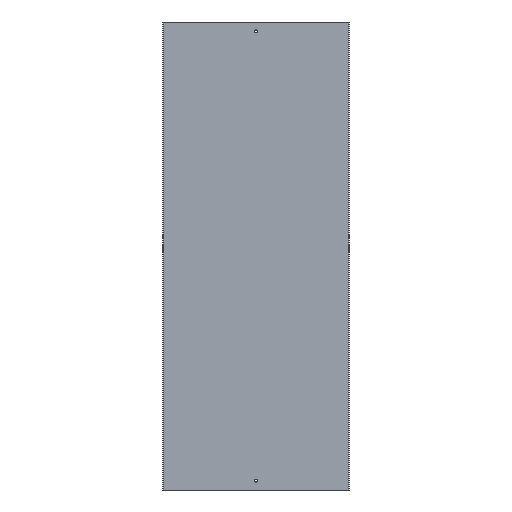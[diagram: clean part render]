
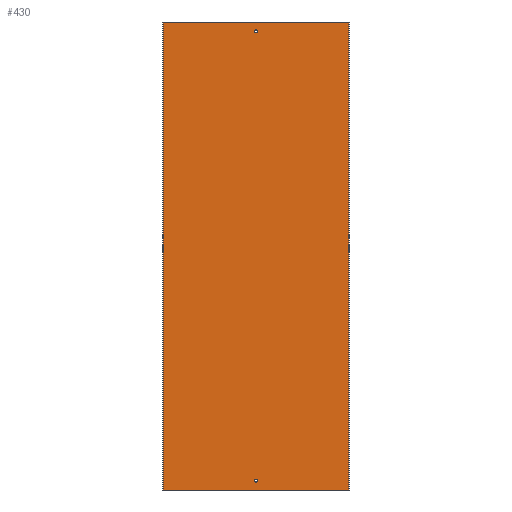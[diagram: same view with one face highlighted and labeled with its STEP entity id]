
A CAD part, front view. The second image highlights one B-rep face of the part: STEP entity #430.
In plain terms, the highlighted planar face has unit normal (0, -1, 0).
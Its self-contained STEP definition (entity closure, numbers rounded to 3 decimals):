
#25 = CARTESIAN_POINT ( 'NONE',  ( 0., 0., 747.5 ) ) ;
#31 = AXIS2_PLACEMENT_3D ( 'NONE', #386, #385, #382 ) ;
#32 = AXIS2_PLACEMENT_3D ( 'NONE', #390, #388, #387 ) ;
#52 = EDGE_CURVE ( 'NONE', #327, #328, #228, .T. ) ;
#54 = EDGE_CURVE ( 'NONE', #185, #185, #226, .T. ) ;
#55 = EDGE_CURVE ( 'NONE', #184, #184, #220, .T. ) ;
#56 = EDGE_CURVE ( 'NONE', #328, #325, #222, .T. ) ;
#57 = EDGE_CURVE ( 'NONE', #327, #323, #221, .T. ) ;
#88 = AXIS2_PLACEMENT_3D ( 'NONE', #126, #133, #122 ) ;
#89 = EDGE_CURVE ( 'NONE', #323, #325, #212, .T. ) ;
#98 = CARTESIAN_POINT ( 'NONE',  ( 0., 0., 17.5 ) ) ;
#108 = CARTESIAN_POINT ( 'NONE',  ( -151., 0., 0. ) ) ;
#122 = DIRECTION ( 'NONE',  ( 0., 0., 1. ) ) ;
#124 = PLANE ( 'NONE',  #88 ) ;
#126 = CARTESIAN_POINT ( 'NONE',  ( -151., 0., 760. ) ) ;
#133 = DIRECTION ( 'NONE',  ( 0., 1., 0. ) ) ;
#184 = VERTEX_POINT ( 'NONE', #98 ) ;
#185 = VERTEX_POINT ( 'NONE', #25 ) ;
#200 = FACE_BOUND ( 'NONE', #351, .T. ) ;
#208 = FACE_OUTER_BOUND ( 'NONE', #344, .T. ) ;
#209 = VECTOR ( 'NONE', #370, 1000. ) ;
#212 = LINE ( 'NONE', #371, #209 ) ;
#214 = FACE_BOUND ( 'NONE', #350, .T. ) ;
#218 = VECTOR ( 'NONE', #381, 1000. ) ;
#219 = VECTOR ( 'NONE', #379, 1000. ) ;
#220 = CIRCLE ( 'NONE', #31, 2.5 ) ;
#221 = LINE ( 'NONE', #393, #219 ) ;
#222 = LINE ( 'NONE', #394, #218 ) ;
#225 = VECTOR ( 'NONE', #399, 1000. ) ;
#226 = CIRCLE ( 'NONE', #32, 2.5 ) ;
#228 = LINE ( 'NONE', #403, #225 ) ;
#276 = ORIENTED_EDGE ( 'NONE', *, *, #55, .F. ) ;
#277 = ORIENTED_EDGE ( 'NONE', *, *, #54, .F. ) ;
#292 = ORIENTED_EDGE ( 'NONE', *, *, #56, .T. ) ;
#293 = ORIENTED_EDGE ( 'NONE', *, *, #57, .F. ) ;
#294 = ORIENTED_EDGE ( 'NONE', *, *, #89, .F. ) ;
#295 = ORIENTED_EDGE ( 'NONE', *, *, #52, .T. ) ;
#323 = VERTEX_POINT ( 'NONE', #368 ) ;
#325 = VERTEX_POINT ( 'NONE', #357 ) ;
#327 = VERTEX_POINT ( 'NONE', #354 ) ;
#328 = VERTEX_POINT ( 'NONE', #108 ) ;
#344 = EDGE_LOOP ( 'NONE', ( #292, #294, #293, #295 ) ) ;
#350 = EDGE_LOOP ( 'NONE', ( #277 ) ) ;
#351 = EDGE_LOOP ( 'NONE', ( #276 ) ) ;
#354 = CARTESIAN_POINT ( 'NONE',  ( -151., 0., 760. ) ) ;
#357 = CARTESIAN_POINT ( 'NONE',  ( 151., 0., 0. ) ) ;
#368 = CARTESIAN_POINT ( 'NONE',  ( 151., 0., 760. ) ) ;
#370 = DIRECTION ( 'NONE',  ( 0., 0., -1. ) ) ;
#371 = CARTESIAN_POINT ( 'NONE',  ( 151., 0., 760. ) ) ;
#379 = DIRECTION ( 'NONE',  ( 1., 0., 0. ) ) ;
#381 = DIRECTION ( 'NONE',  ( 1., 0., 0. ) ) ;
#382 = DIRECTION ( 'NONE',  ( 0., 0., 1. ) ) ;
#385 = DIRECTION ( 'NONE',  ( 0., -1., 0. ) ) ;
#386 = CARTESIAN_POINT ( 'NONE',  ( 0., 0., 15. ) ) ;
#387 = DIRECTION ( 'NONE',  ( 0., 0., 1. ) ) ;
#388 = DIRECTION ( 'NONE',  ( 0., -1., 0. ) ) ;
#390 = CARTESIAN_POINT ( 'NONE',  ( 0., 0., 745. ) ) ;
#393 = CARTESIAN_POINT ( 'NONE',  ( -151., 0., 760. ) ) ;
#394 = CARTESIAN_POINT ( 'NONE',  ( -151., 0., 0. ) ) ;
#399 = DIRECTION ( 'NONE',  ( 0., 0., -1. ) ) ;
#403 = CARTESIAN_POINT ( 'NONE',  ( -151., 0., 760. ) ) ;
#430 = ADVANCED_FACE ( 'NONE', ( #214, #200, #208 ), #124, .F. ) ;
